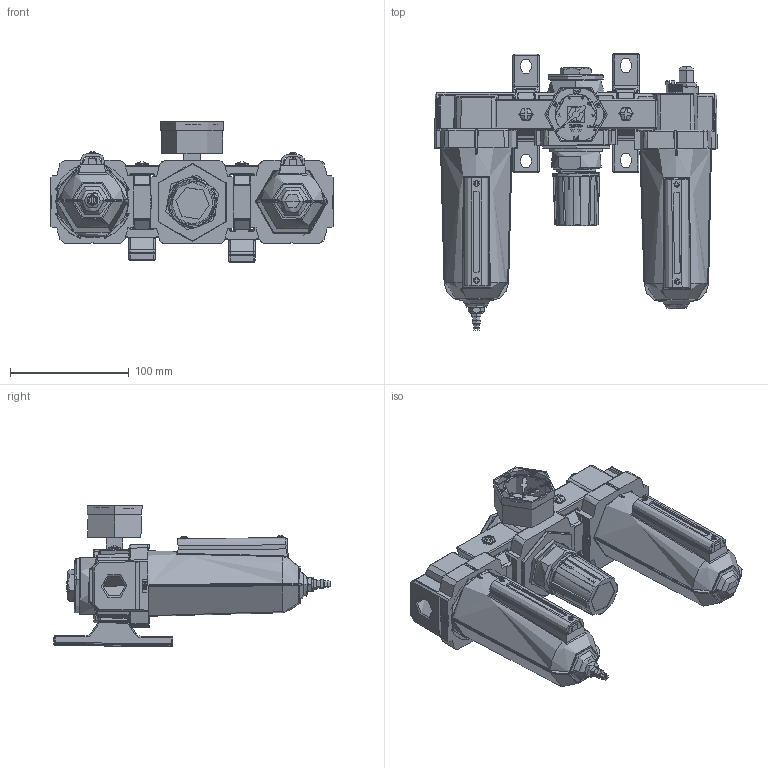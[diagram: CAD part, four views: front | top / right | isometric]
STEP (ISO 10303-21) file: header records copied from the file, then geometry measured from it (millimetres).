
FILE_DESCRIPTION (( 'STEP AP214' ), '1' );
FILE_NAME ('C70.STEP', '2021-11-19T08:33:04', ( 'User' ), ( '' ), 'SwSTEP 2.0', 'SolidWorks 2014', '' );
FILE_SCHEMA (( 'AUTOMOTIVE_DESIGN' ));
Length unit declared in the file: millimetre
Products named in the file (59): C70-47; L50調油螺絲; F7001-4分; L70; R70-15; M6螺絲; L8016; 2-埋入式壓力錶; C70; L8015; R50調壓座; L8013; R5010; C70-49; L7001; R70-01-4; C70-48; F70; R70(C70); 十字圓頭螺絲; F2117-1; F7029; 70液面計; R70-01-4_修模; 排水閥; F7002
Assembly tree (41 placements, depth 3):
  L50調油螺絲
  R70-15
  M6螺絲
  2-埋入式壓力錶
  C70
    F70
      十字圓頭螺絲
      十字圓頭螺絲
    L70
      十字圓頭螺絲
      L8013
      十字圓頭螺絲
Bounding box: 238.04 x 233.39 x 119.31 mm (x, y, z)
Volume: 785071.6 mm3; surface area: 331403.7 mm2
Topology: 31 solids, 31 shells, 5341 faces, 13278 edges, 8104 vertices
Faces by surface type: plane 2407, cylinder 1419, bspline 967, cone 290, torus 142, sphere 116
Entity records: 167879 total; most frequent: CARTESIAN_POINT 74157, ORIENTED_EDGE 19974, DIRECTION 16672, EDGE_CURVE 9987, VERTEX_POINT 6221, AXIS2_PLACEMENT_3D 5781, LINE 5110, VECTOR 5110
